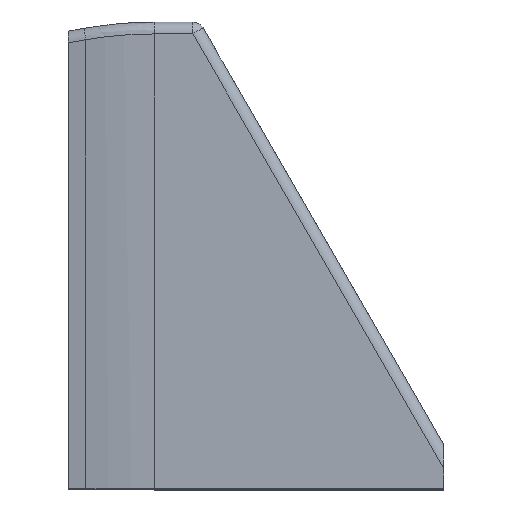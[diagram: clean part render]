
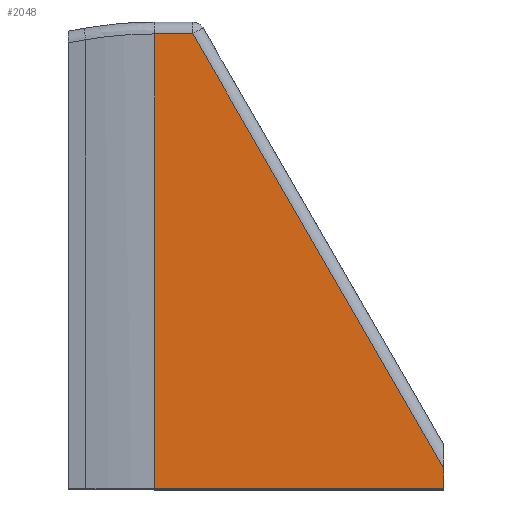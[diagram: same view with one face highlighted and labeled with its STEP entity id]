
A CAD part, top view. The second image highlights one B-rep face of the part: STEP entity #2048.
In plain terms, the highlighted planar face has unit normal (0, 0, 1).
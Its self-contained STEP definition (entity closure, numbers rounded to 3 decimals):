
#13 = DIRECTION ( 'NONE',  ( 0., -1., 0. ) ) ;
#54 = ORIENTED_EDGE ( 'NONE', *, *, #2310, .T. ) ;
#124 = VECTOR ( 'NONE', #1937, 1000. ) ;
#232 = DIRECTION ( 'NONE',  ( 0., 1., 0. ) ) ;
#243 = AXIS2_PLACEMENT_3D ( 'NONE', #795, #2197, #13 ) ;
#267 = LINE ( 'NONE', #1682, #2143 ) ;
#270 = LINE ( 'NONE', #1784, #408 ) ;
#272 = CARTESIAN_POINT ( 'NONE',  ( -55.402, 38.036, 94. ) ) ;
#296 = FACE_OUTER_BOUND ( 'NONE', #862, .T. ) ;
#408 = VECTOR ( 'NONE', #1042, 1000. ) ;
#554 = PLANE ( 'NONE',  #243 ) ;
#572 = VERTEX_POINT ( 'NONE', #1383 ) ;
#676 = VERTEX_POINT ( 'NONE', #1428 ) ;
#712 = EDGE_CURVE ( 'NONE', #1898, #572, #270, .T. ) ;
#767 = DIRECTION ( 'NONE',  ( 0., -1., 0. ) ) ;
#773 = CARTESIAN_POINT ( 'NONE',  ( -128.251, 33., 94. ) ) ;
#795 = CARTESIAN_POINT ( 'NONE',  ( -314.063, 36.726, 94. ) ) ;
#859 = ORIENTED_EDGE ( 'NONE', *, *, #1232, .T. ) ;
#862 = EDGE_LOOP ( 'NONE', ( #1246, #54, #859, #2026, #941 ) ) ;
#872 = EDGE_CURVE ( 'NONE', #572, #1430, #1609, .T. ) ;
#881 = CARTESIAN_POINT ( 'NONE',  ( -119.5, 149.057, 94. ) ) ;
#941 = ORIENTED_EDGE ( 'NONE', *, *, #872, .T. ) ;
#1006 = CARTESIAN_POINT ( 'NONE',  ( -128.251, 147.557, 94. ) ) ;
#1042 = DIRECTION ( 'NONE',  ( 1., 0., 0. ) ) ;
#1044 = VERTEX_POINT ( 'NONE', #1006 ) ;
#1159 = VECTOR ( 'NONE', #2139, 1000. ) ;
#1232 = EDGE_CURVE ( 'NONE', #1044, #1898, #267, .T. ) ;
#1246 = ORIENTED_EDGE ( 'NONE', *, *, #2342, .T. ) ;
#1383 = CARTESIAN_POINT ( 'NONE',  ( -55.402, 33., 94. ) ) ;
#1428 = CARTESIAN_POINT ( 'NONE',  ( -118.634, 147.557, 94. ) ) ;
#1430 = VERTEX_POINT ( 'NONE', #272 ) ;
#1609 = LINE ( 'NONE', #2239, #2038 ) ;
#1682 = CARTESIAN_POINT ( 'NONE',  ( -128.251, 36.726, 94. ) ) ;
#1690 = LINE ( 'NONE', #2122, #124 ) ;
#1784 = CARTESIAN_POINT ( 'NONE',  ( -60., 33., 94. ) ) ;
#1898 = VERTEX_POINT ( 'NONE', #773 ) ;
#1937 = DIRECTION ( 'NONE',  ( -1., 0., 0. ) ) ;
#2026 = ORIENTED_EDGE ( 'NONE', *, *, #712, .T. ) ;
#2038 = VECTOR ( 'NONE', #232, 1000. ) ;
#2048 = ADVANCED_FACE ( 'NONE', ( #296 ), #554, .T. ) ;
#2061 = LINE ( 'NONE', #881, #1159 ) ;
#2122 = CARTESIAN_POINT ( 'NONE',  ( -314.063, 147.557, 94. ) ) ;
#2139 = DIRECTION ( 'NONE',  ( -0.5, 0.866, 0. ) ) ;
#2143 = VECTOR ( 'NONE', #767, 1000. ) ;
#2197 = DIRECTION ( 'NONE',  ( 0., 0., 1. ) ) ;
#2239 = CARTESIAN_POINT ( 'NONE',  ( -55.402, 33., 94. ) ) ;
#2310 = EDGE_CURVE ( 'NONE', #676, #1044, #1690, .T. ) ;
#2342 = EDGE_CURVE ( 'NONE', #1430, #676, #2061, .T. ) ;
